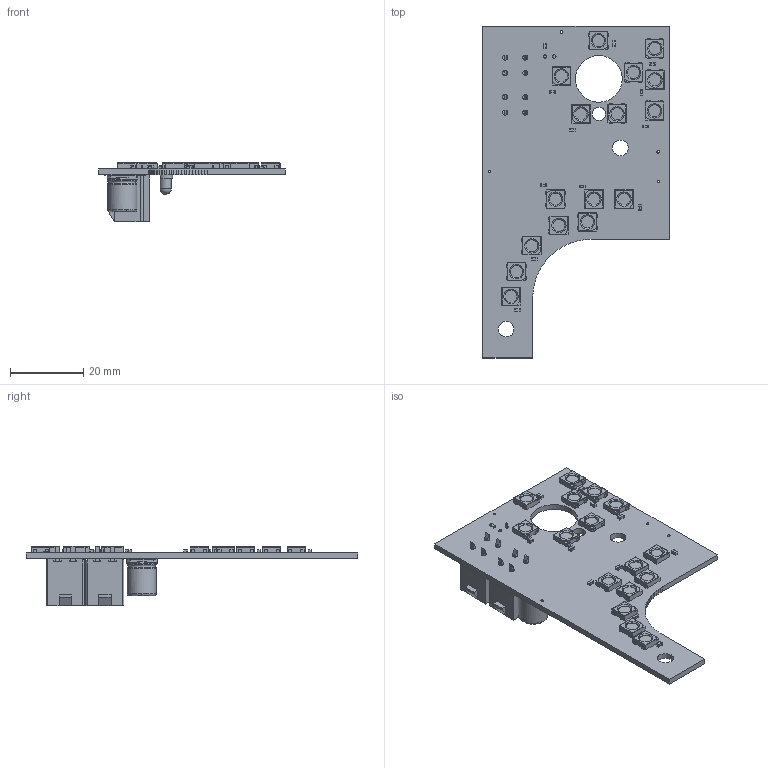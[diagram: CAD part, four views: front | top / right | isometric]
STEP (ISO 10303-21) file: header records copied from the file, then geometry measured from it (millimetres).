
FILE_DESCRIPTION(('KiCad electronic assembly'),'2;1');
FILE_NAME('OBOGS PANEL.step','2023-05-29T06:11:07',('Pcbnew'),('Kicad'), 'Open CASCADE STEP processor 7.6','KiCad to STEP converter','Unknown' );
FILE_SCHEMA(('AUTOMOTIVE_DESIGN { 1 0 10303 214 1 1 1 1 }'));
Length unit declared in the file: millimetre
Products named in the file (14): OBOGS PANEL 1; C_0603_1608Metric; SOLID; LED_WS2812B_PLCC4_5.0x5.0mm_P3.2mm; R_0603_1608Metric; CP_Elec_8x10; LED_D3.0mm_GREEN; Molex_Mini-Fit_Jr_5566-04A_2x02_P4.20mm_Vertical; OBOGS PANEL PCB
Assembly tree (39 placements, depth 3):
  OBOGS PANEL 1
    C_0603_1608Metric  x11
      SOLID
    LED_WS2812B_PLCC4_5.0x5.0mm_P3.2mm  x16
      SOLID
    R_0603_1608Metric
      SOLID
    CP_Elec_8x10
      SOLID
    LED_D3.0mm_GREEN
      SOLID
    Molex_Mini-Fit_Jr_5566-04A_2x02_P4.20mm_Vertical  x2
      SOLID
    OBOGS PANEL PCB
Bounding box: 50.8 x 90.42 x 16.3 mm (x, y, z)
Volume: 7739.9 mm3; surface area: 11978.3 mm2
Topology: 33 solids, 33 shells, 1794 faces, 5066 edges, 3338 vertices
Faces by surface type: plane 1246, cylinder 524, cone 16, torus 4, bspline 2, revolution 1, sphere 1
Full cylindrical faces by diameter (mm): 0.7 x4, 0.9 x2, 1.4 x8, 3 x1, 3.333 x16, 3.572 x1, 4.3 x2, 8 x2, 12.7 x1
Entity records: 26898 total; most frequent: CARTESIAN_POINT 5202, DIRECTION 3813, LINE 2650, VECTOR 2650, ORIENTED_EDGE 1978, PCURVE 1978, DEFINITIONAL_REPRESENTATION 1978, EDGE_CURVE 989
